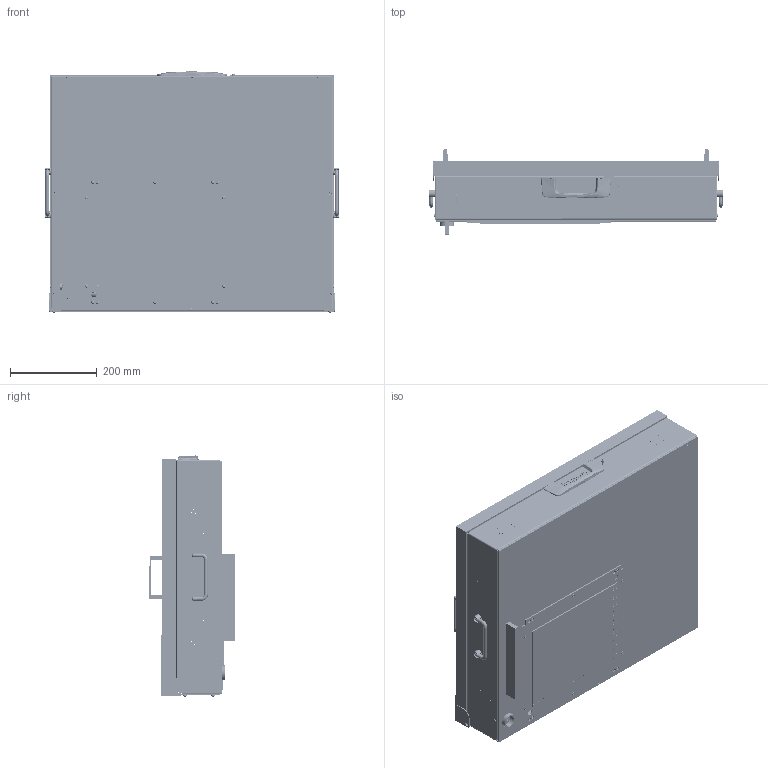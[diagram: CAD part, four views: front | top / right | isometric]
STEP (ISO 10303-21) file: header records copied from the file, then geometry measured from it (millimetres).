
FILE_DESCRIPTION (( 'STEP AP214' ), '1' );
FILE_NAME ('INGUN_114653.STEP', '2024-02-06T15:07:36', ( '' ), ( '' ), 'SwSTEP 2.0', 'SolidWorks 2021', '' );
FILE_SCHEMA (( 'AUTOMOTIVE_DESIGN' ));
Length unit declared in the file: millimetre
Products named in the file (54): 113680~0_S; 9905~1_S; 107464~4_S; 8078~0_flexibel <Standard>; DIN7991~n_M03,0x010 VA; 114196~0; 50889~1_S; 111995~2_S; 113681~1; DIN125~n_04,3 M04,0; 115768~0_S; 11657~0; ISO7380~n_M04,0x016; 114196_004~0_S; 107712~2; 49317~0; ISO7380~n_M04,0x010; 112087~2_S; DIN985-A2~n_M04,0; DIN7~n_04,0m6x006; 112176~0_S; 115289~0_S; 12834~0_S; 19420~3; ISO7380~n_M04,0x008; 112024~0_S; 114196_003~0; 113757~3_KUNDE<S>; 112026~0_Mitte<S>; 113759~1_S; 113700~0_S; DIN912~n_M04,0x012; INGUN_114653; ISO7380~n_M04,0x012; 8078_1~0; 32171~0_S; 107216_einteilig~2_KUNDE<S>; Gewindebuchse~n_M04-07,5 offen; 112992~2_S; 1607~1 ...
Assembly tree (103 placements, depth 5):
  INGUN_114653
    113700~0_S
      113701~0_S
      32171~0_S
      112992~2_S  x2
      49317~0  x2
      114196~0  x2
        114196_001~0
        114196_002~0
        114196_003~0
        114196_004~0_S
      DIN912~n_M04,0x012
      112024~0_S
      112025~2_S
      DIN125~n_04,3 M04,0
      DIN985-A2~n_M04,0
      112026~0_Mitte<S>
      ISO7380~n_M03,0x005
      114364~0_S
    113757~3_KUNDE<S>
      115768~0_S
        113758~1_S
        Gewindebuchse~n_M04-07,5 offen  x4
      113759~1_S
      113760~1_S
      107216~2_KUNDE<S>
        107216_einteilig~2_KUNDE<S>
      1607~1  x2
      ISO7380~n_M04,0x012  x4
      112176~0_S  x2
        112087~2_S
          111995~2_S
          115289~0_S
        49317~0
      19420~3
      11657~0
      11655~0
      DIN7~n_04,0m6x006
    8078~0_flexibel <Standard>
      8078_1~0
      8078_2~0
    8078~0_flexibel <Standard>
      8078_1~0
      8078_2~0
    113680~0_S
      113681~1
      DIN125~n_04,3 M04,0  x4
      ISO7380~n_M04,0x008  x4
    113518~0_S
      107712~2
      9905~1_S
      11657~0
      11655~0
      19420~3
      107464~4_S
      DIN7991~n_M03,0x010 VA  x8
      ISO7380~n_M04,0x010  x3
      ISO7380~n_M04,0x016  x2
    50889~1_S
      12834~0_S
Bounding box: 674 x 195.94 x 554.82 mm (x, y, z)
Volume: 8403974.9 mm3; surface area: 3404206.7 mm2
Topology: 100 solids, 100 shells, 4928 faces, 12507 edges, 8092 vertices
Faces by surface type: cylinder 2531, plane 1785, cone 264, bspline 214, torus 130, sphere 4
Entity records: 120489 total; most frequent: CARTESIAN_POINT 38921, DIRECTION 16648, ORIENTED_EDGE 15882, EDGE_CURVE 7941, AXIS2_PLACEMENT_3D 6365, VERTEX_POINT 5155, EDGE_LOOP 4150, LINE 3918
